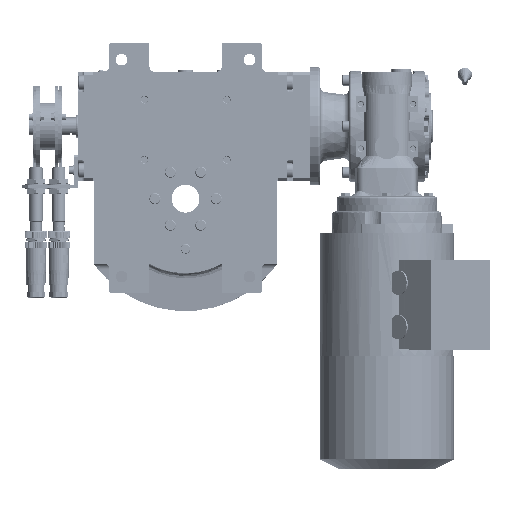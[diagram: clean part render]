
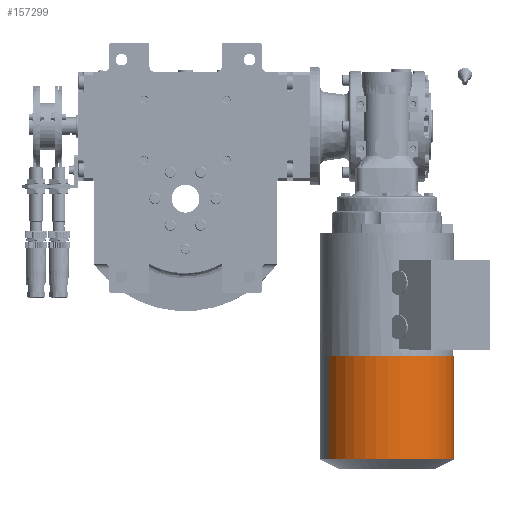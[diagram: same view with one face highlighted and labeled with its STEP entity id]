
A CAD part, front view. The second image highlights one B-rep face of the part: STEP entity #157299.
In plain terms, the highlighted cylindrical face has radius 60.5 mm (diameter 121 mm), a partial arc.
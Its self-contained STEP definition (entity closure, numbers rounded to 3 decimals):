
#10308 = VECTOR ( 'NONE', #125751, 1000. ) ;
#12015 = CARTESIAN_POINT ( 'NONE',  ( -158.212, -6.286, 0. ) ) ;
#20326 = CIRCLE ( 'NONE', #116116, 60.5 ) ;
#21211 = CARTESIAN_POINT ( 'NONE',  ( -158.212, -20.922, -58.703 ) ) ;
#21315 = CARTESIAN_POINT ( 'NONE',  ( -64.811, 8.35, 58.703 ) ) ;
#34632 = ORIENTED_EDGE ( 'NONE', *, *, #106294, .F. ) ;
#34909 = CARTESIAN_POINT ( 'NONE',  ( -64.811, 8.35, 58.703 ) ) ;
#48936 = EDGE_CURVE ( 'NONE', #107116, #117522, #20326, .T. ) ;
#52246 = DIRECTION ( 'NONE',  ( -1., 0., 0. ) ) ;
#59567 = DIRECTION ( 'NONE',  ( 1., 0., 0. ) ) ;
#61143 = CARTESIAN_POINT ( 'NONE',  ( -64.811, -20.922, -58.703 ) ) ;
#67158 = EDGE_CURVE ( 'NONE', #135728, #122260, #145835, .T. ) ;
#75950 = DIRECTION ( 'NONE',  ( -1., 0., 0. ) ) ;
#76961 = LINE ( 'NONE', #21315, #122340 ) ;
#89837 = DIRECTION ( 'NONE',  ( -1., 0., 0. ) ) ;
#90953 = AXIS2_PLACEMENT_3D ( 'NONE', #144373, #75950, #117048 ) ;
#92174 = FACE_OUTER_BOUND ( 'NONE', #167492, .T. ) ;
#99002 = DIRECTION ( 'NONE',  ( 0., -0.242, -0.97 ) ) ;
#103352 = CYLINDRICAL_SURFACE ( 'NONE', #90953, 60.5 ) ;
#103514 = ORIENTED_EDGE ( 'NONE', *, *, #169089, .F. ) ;
#104511 = DIRECTION ( 'NONE',  ( 0., 0.242, 0.97 ) ) ;
#106294 = EDGE_CURVE ( 'NONE', #117522, #135728, #76961, .T. ) ;
#107116 = VERTEX_POINT ( 'NONE', #61143 ) ;
#116116 = AXIS2_PLACEMENT_3D ( 'NONE', #165818, #59567, #99002 ) ;
#117048 = DIRECTION ( 'NONE',  ( 0., 0.242, 0.97 ) ) ;
#117522 = VERTEX_POINT ( 'NONE', #34909 ) ;
#122260 = VERTEX_POINT ( 'NONE', #160831 ) ;
#122340 = VECTOR ( 'NONE', #89837, 1000. ) ;
#125751 = DIRECTION ( 'NONE',  ( 1., 0., 0. ) ) ;
#127436 = LINE ( 'NONE', #21211, #10308 ) ;
#131774 = CARTESIAN_POINT ( 'NONE',  ( -158.212, 8.35, 58.703 ) ) ;
#135728 = VERTEX_POINT ( 'NONE', #131774 ) ;
#144373 = CARTESIAN_POINT ( 'NONE',  ( -26.951, -6.286, 0. ) ) ;
#145114 = ORIENTED_EDGE ( 'NONE', *, *, #67158, .F. ) ;
#145835 = CIRCLE ( 'NONE', #167836, 60.5 ) ;
#157299 = ADVANCED_FACE ( 'NONE', ( #92174 ), #103352, .T. ) ;
#157537 = ORIENTED_EDGE ( 'NONE', *, *, #48936, .F. ) ;
#160831 = CARTESIAN_POINT ( 'NONE',  ( -158.212, -20.922, -58.703 ) ) ;
#165818 = CARTESIAN_POINT ( 'NONE',  ( -64.811, -6.286, 0. ) ) ;
#167492 = EDGE_LOOP ( 'NONE', ( #157537, #103514, #145114, #34632 ) ) ;
#167836 = AXIS2_PLACEMENT_3D ( 'NONE', #12015, #52246, #104511 ) ;
#169089 = EDGE_CURVE ( 'NONE', #122260, #107116, #127436, .T. ) ;
